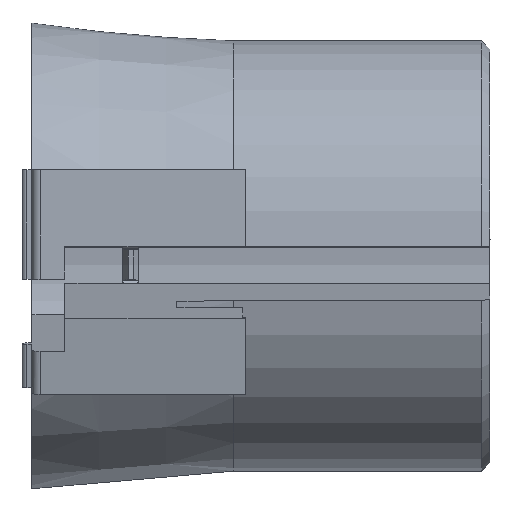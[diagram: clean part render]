
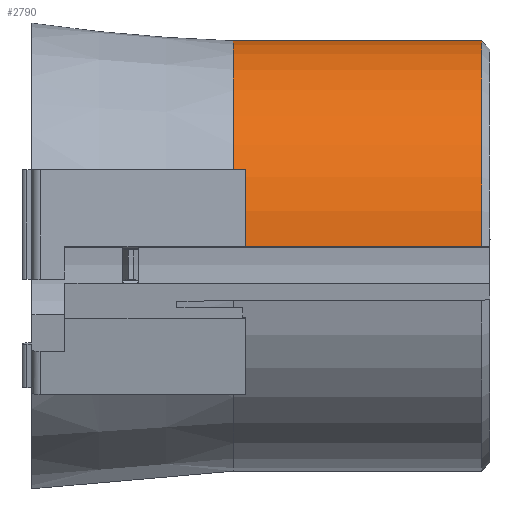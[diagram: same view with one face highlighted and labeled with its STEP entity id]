
A CAD part, top view. The second image highlights one B-rep face of the part: STEP entity #2790.
In plain terms, the highlighted cylindrical face has radius 12.5 mm (diameter 25 mm), a partial arc.
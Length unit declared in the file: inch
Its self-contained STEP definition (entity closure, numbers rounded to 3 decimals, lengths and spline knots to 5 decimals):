
#125 = VERTEX_POINT ( 'NONE', #1017 ) ;
#224 = FACE_OUTER_BOUND ( 'NONE', #692, .T. ) ;
#247 = DIRECTION ( 'NONE',  ( 0., -1., 0. ) ) ;
#271 = CYLINDRICAL_SURFACE ( 'NONE', #2982, 0.49213 ) ;
#276 = ORIENTED_EDGE ( 'NONE', *, *, #859, .T. ) ;
#314 = CARTESIAN_POINT ( 'NONE',  ( 0.7565, 0., 0. ) ) ;
#384 = DIRECTION ( 'NONE',  ( 1., 0., 0. ) ) ;
#397 = CARTESIAN_POINT ( 'NONE',  ( 0.45, 0., 0.49213 ) ) ;
#482 = CARTESIAN_POINT ( 'NONE',  ( 0.7565, 0., 0.49213 ) ) ;
#692 = EDGE_LOOP ( 'NONE', ( #2605, #4014, #1083, #276 ) ) ;
#845 = AXIS2_PLACEMENT_3D ( 'NONE', #1427, #3757, #1751 ) ;
#859 = EDGE_CURVE ( 'NONE', #125, #2325, #2564, .T. ) ;
#887 = EDGE_CURVE ( 'NONE', #2325, #3141, #1393, .T. ) ;
#1017 = CARTESIAN_POINT ( 'NONE',  ( 0.45, 0.02097, -0.49168 ) ) ;
#1083 = ORIENTED_EDGE ( 'NONE', *, *, #1773, .F. ) ;
#1125 = CARTESIAN_POINT ( 'NONE',  ( 1.04331, 0., 0.49213 ) ) ;
#1278 = VERTEX_POINT ( 'NONE', #1709 ) ;
#1289 = EDGE_CURVE ( 'NONE', #3141, #1278, #2700, .T. ) ;
#1393 = LINE ( 'NONE', #482, #2015 ) ;
#1427 = CARTESIAN_POINT ( 'NONE',  ( 1.04331, 0., 0. ) ) ;
#1592 = LINE ( 'NONE', #2172, #2393 ) ;
#1675 = CARTESIAN_POINT ( 'NONE',  ( 0.45, 0., 0. ) ) ;
#1693 = DIRECTION ( 'NONE',  ( 0., -1., 0. ) ) ;
#1709 = CARTESIAN_POINT ( 'NONE',  ( 1.04331, 0.02097, -0.49168 ) ) ;
#1751 = DIRECTION ( 'NONE',  ( 0., -1., 0. ) ) ;
#1773 = EDGE_CURVE ( 'NONE', #125, #1278, #1592, .T. ) ;
#2015 = VECTOR ( 'NONE', #2078, 39.37008 ) ;
#2078 = DIRECTION ( 'NONE',  ( 1., 0., 0. ) ) ;
#2172 = CARTESIAN_POINT ( 'NONE',  ( 0.7565, 0.02097, -0.49168 ) ) ;
#2325 = VERTEX_POINT ( 'NONE', #397 ) ;
#2393 = VECTOR ( 'NONE', #3855, 39.37008 ) ;
#2564 = CIRCLE ( 'NONE', #3883, 0.49213 ) ;
#2571 = DIRECTION ( 'NONE',  ( -1., 0., 0. ) ) ;
#2605 = ORIENTED_EDGE ( 'NONE', *, *, #887, .T. ) ;
#2700 = CIRCLE ( 'NONE', #845, 0.49213 ) ;
#2790 = ADVANCED_FACE ( 'NONE', ( #224 ), #271, .T. ) ;
#2982 = AXIS2_PLACEMENT_3D ( 'NONE', #314, #2571, #247 ) ;
#3141 = VERTEX_POINT ( 'NONE', #1125 ) ;
#3757 = DIRECTION ( 'NONE',  ( -1., 0., 0. ) ) ;
#3855 = DIRECTION ( 'NONE',  ( 1., 0., 0. ) ) ;
#3883 = AXIS2_PLACEMENT_3D ( 'NONE', #1675, #384, #1693 ) ;
#4014 = ORIENTED_EDGE ( 'NONE', *, *, #1289, .T. ) ;
